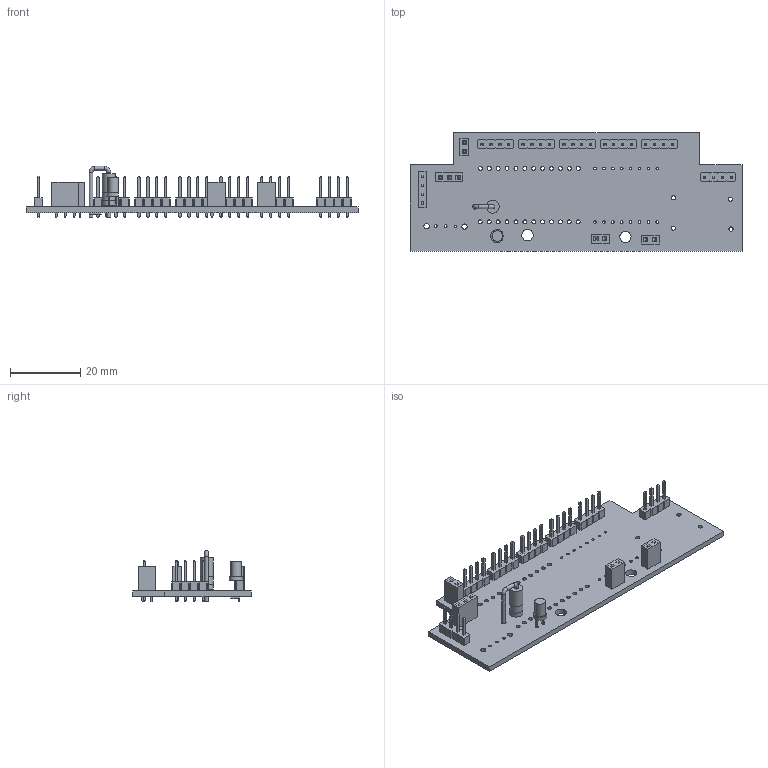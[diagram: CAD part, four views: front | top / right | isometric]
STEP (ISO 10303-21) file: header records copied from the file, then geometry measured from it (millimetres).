
FILE_DESCRIPTION(('KiCad electronic assembly'),'2;1');
FILE_NAME('placa central.step','2023-12-05T01:47:51',('Pcbnew'),('Kicad' ),'Open CASCADE STEP processor 7.7','KiCad to STEP converter', 'Unknown');
FILE_SCHEMA(('AUTOMOTIVE_DESIGN { 1 0 10303 214 1 1 1 1 }'));
Length unit declared in the file: millimetre
Products named in the file (14): placa central 1; PinSocket_1x03_P2.54mm_Vertical; SOLID; PinHeader_1x04_P2.54mm_Vertical; PinSocket_1x02_P2.54mm_Vertical; LED_D3.0mm_FlatTop; D_5W_P5.08mm_Vertical_AnodeUp; R_1210_3225Metric; placa central PCB
Assembly tree (21 placements, depth 3):
  placa central 1
    PinSocket_1x03_P2.54mm_Vertical
      SOLID
    PinHeader_1x04_P2.54mm_Vertical  x7
      SOLID
    PinSocket_1x02_P2.54mm_Vertical  x3
      SOLID
    LED_D3.0mm_FlatTop
      SOLID
    D_5W_P5.08mm_Vertical_AnodeUp
      SOLID
    R_1210_3225Metric
      SOLID
    placa central PCB
Bounding box: 94.74 x 33.78 x 14.65 mm (x, y, z)
Volume: 5716 mm3; surface area: 9203.3 mm2
Topology: 15 solids, 15 shells, 1180 faces, 2914 edges, 1853 vertices
Faces by surface type: plane 1069, cylinder 109, torus 2
Full cylindrical faces by diameter (mm): 0.762 x16, 0.8 x3, 0.9 x2, 1 x37, 1.1 x28, 1.2 x4, 1.4 x2, 1.5 x2, 3 x1, 3.2 x2, 3.7 x2, 3.72 x1
Entity records: 31226 total; most frequent: CARTESIAN_POINT 5725, DIRECTION 4293, LINE 2918, VECTOR 2918, ORIENTED_EDGE 2236, PCURVE 2236, DEFINITIONAL_REPRESENTATION 2236, EDGE_CURVE 1118
